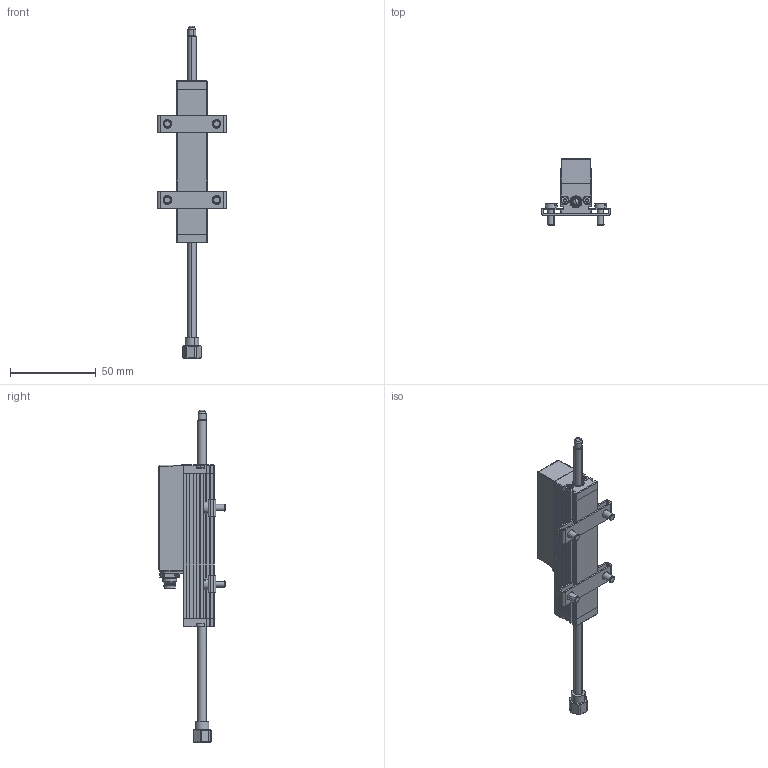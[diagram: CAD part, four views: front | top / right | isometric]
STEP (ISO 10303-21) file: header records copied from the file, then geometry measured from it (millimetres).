
FILE_DESCRIPTION (( 'STEP AP214' ), '1' );
FILE_NAME ('TE1-0050-102-411-101_eingefahren.STEP', '2014-02-19T07:33:19', ( 'dummy' ), ( 'Hewlett-Packard Company' ), 'SwSTEP 2.0', 'SolidWorks 2013', '' );
FILE_SCHEMA (( 'AUTOMOTIVE_DESIGN' ));
Length unit declared in the file: millimetre
Products named in the file (1): TE1-0050-102-411-101_eingefahren
Bounding box: 40.19 x 38.85 x 193.6 mm (x, y, z)
Surface area: 20176.8 mm2 (no closed solid volume)
Topology: 0 solids, 32 shells, 590 faces, 1799 edges, 1164 vertices
Faces by surface type: plane 251, cylinder 230, cone 52, torus 36, sphere 14, bspline 7
Entity records: 26738 total; most frequent: CARTESIAN_POINT 4268, DIRECTION 3614, ORIENTED_EDGE 2857, EDGE_CURVE 1791, AXIS2_PLACEMENT_3D 1326, VERTEX_POINT 1164, VECTOR 962, LINE 962
